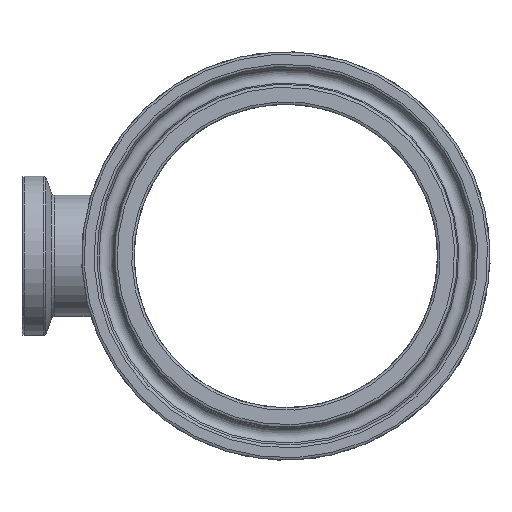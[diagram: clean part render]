
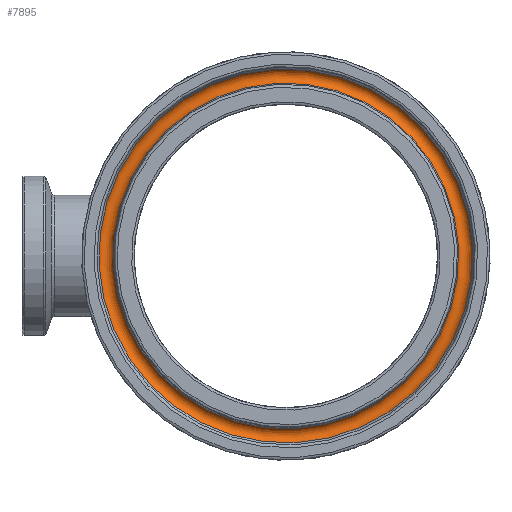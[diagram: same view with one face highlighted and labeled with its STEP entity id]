
A CAD part, left-side view. The second image highlights one B-rep face of the part: STEP entity #7895.
In plain terms, the highlighted toroidal (fillet/blend) face has major radius 28.169 mm and minor radius 1.194 mm.
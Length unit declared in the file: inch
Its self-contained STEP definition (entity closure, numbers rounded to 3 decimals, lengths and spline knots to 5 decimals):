
#44=TOROIDAL_SURFACE('',#8390,1.109,0.047);
#188=FACE_BOUND('',#1541,.T.);
#1003=FACE_OUTER_BOUND('',#1540,.T.);
#1540=EDGE_LOOP('',(#7301));
#1541=EDGE_LOOP('',(#7302));
#2768=CIRCLE('',#8384,1.06483);
#2770=CIRCLE('',#8388,1.15124);
#3924=VERTEX_POINT('',#17181);
#3926=VERTEX_POINT('',#17187);
#5055=EDGE_CURVE('',#3924,#3924,#2768,.T.);
#5057=EDGE_CURVE('',#3926,#3926,#2770,.T.);
#7301=ORIENTED_EDGE('',*,*,#5057,.T.);
#7302=ORIENTED_EDGE('',*,*,#5055,.F.);
#7895=ADVANCED_FACE('',(#1003,#188),#44,.F.);
#8384=AXIS2_PLACEMENT_3D('',#17182,#9872,#9873);
#8388=AXIS2_PLACEMENT_3D('',#17188,#9880,#9881);
#8390=AXIS2_PLACEMENT_3D('',#17190,#9884,#9885);
#9872=DIRECTION('center_axis',(-1.,0.,0.));
#9873=DIRECTION('ref_axis',(0.,-0.12,0.993));
#9880=DIRECTION('center_axis',(-1.,0.,0.));
#9881=DIRECTION('ref_axis',(0.,-0.12,0.993));
#9884=DIRECTION('center_axis',(-1.,0.,0.));
#9885=DIRECTION('ref_axis',(0.,-0.12,0.993));
#17181=CARTESIAN_POINT('',(-3.34293,1.05718,0.12747));
#17182=CARTESIAN_POINT('Origin',(-3.34293,0.,
0.));
#17187=CARTESIAN_POINT('',(-3.3384,1.14296,0.13782));
#17188=CARTESIAN_POINT('Origin',(-3.3384,0.,
0.));
#17190=CARTESIAN_POINT('Origin',(-3.359,0.,0.));
